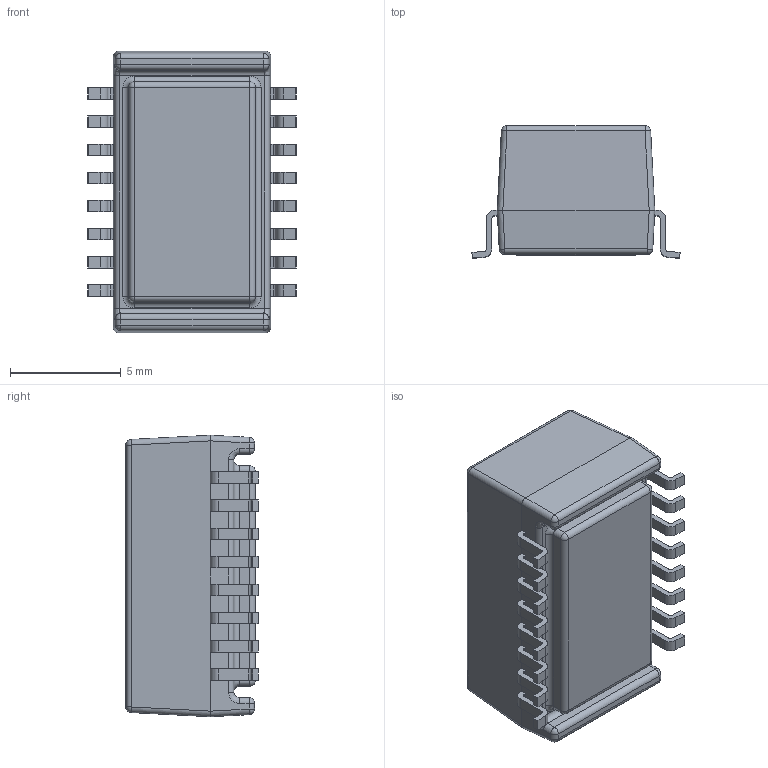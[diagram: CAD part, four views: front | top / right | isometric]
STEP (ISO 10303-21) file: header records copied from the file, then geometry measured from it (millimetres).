
FILE_DESCRIPTION (( 'STEP AP214' ), '1' );
FILE_NAME ('H2019NLT.STEP', '2023-04-18T17:11:25', ( '' ), ( '' ), 'SwSTEP 2.0', 'SolidWorks 2021', '' );
FILE_SCHEMA (( 'AUTOMOTIVE_DESIGN' ));
Length unit declared in the file: inch
Products named in the file (1): H2019NLT
Bounding box: 9.4 x 5.97 x 12.7 mm (x, y, z)
Volume: 493.8 mm3; surface area: 473 mm2
Topology: 18 solids, 18 shells, 314 faces, 772 edges, 480 vertices
Faces by surface type: plane 182, cylinder 108, sphere 16, bspline 4, torus 4
Entity records: 9331 total; most frequent: CARTESIAN_POINT 1655, DIRECTION 1574, ORIENTED_EDGE 1512, EDGE_CURVE 756, LINE 536, VECTOR 536, AXIS2_PLACEMENT_3D 519, VERTEX_POINT 480
